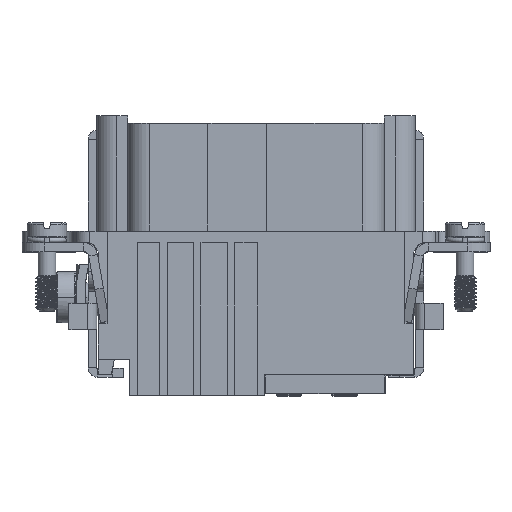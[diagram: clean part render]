
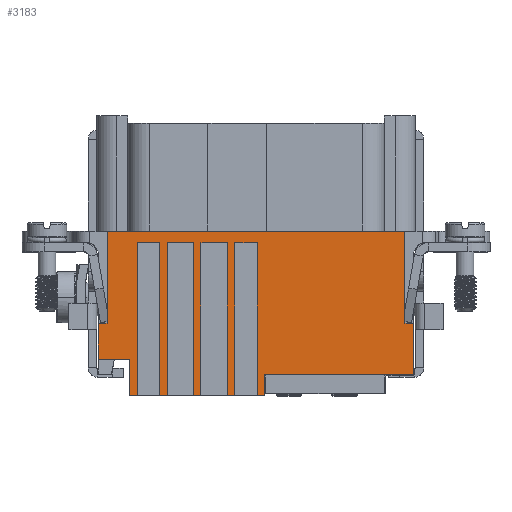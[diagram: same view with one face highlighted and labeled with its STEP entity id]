
A CAD part, top view. The second image highlights one B-rep face of the part: STEP entity #3183.
In plain terms, the highlighted planar face has unit normal (0, 0, 1).
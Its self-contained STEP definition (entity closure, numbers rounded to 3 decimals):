
#3183=ADVANCED_FACE('',(#5393),#4441,.T.);
#4441=PLANE('',#26629);
#5393=FACE_OUTER_BOUND('',#6836,.T.);
#6836=EDGE_LOOP('',(#10107,#10108,#10109,#10110,#10111,#10112,#10113,#10114,
#10115,#10116,#10117,#10118,#10119,#10120,#10121,#10122,#10123,#10124,#10125,
#10126,#10127,#10128,#10129,#10130,#10131,#10132,#10133,#10134));
#10107=ORIENTED_EDGE('',*,*,#19302,.F.);
#10108=ORIENTED_EDGE('',*,*,#19303,.F.);
#10109=ORIENTED_EDGE('',*,*,#19304,.F.);
#10110=ORIENTED_EDGE('',*,*,#19284,.T.);
#10111=ORIENTED_EDGE('',*,*,#19305,.F.);
#10112=ORIENTED_EDGE('',*,*,#19306,.F.);
#10113=ORIENTED_EDGE('',*,*,#19307,.F.);
#10114=ORIENTED_EDGE('',*,*,#19280,.T.);
#10115=ORIENTED_EDGE('',*,*,#19308,.F.);
#10116=ORIENTED_EDGE('',*,*,#19309,.F.);
#10117=ORIENTED_EDGE('',*,*,#19310,.F.);
#10118=ORIENTED_EDGE('',*,*,#19276,.T.);
#10119=ORIENTED_EDGE('',*,*,#19311,.F.);
#10120=ORIENTED_EDGE('',*,*,#19312,.F.);
#10121=ORIENTED_EDGE('',*,*,#19313,.F.);
#10122=ORIENTED_EDGE('',*,*,#19272,.T.);
#10123=ORIENTED_EDGE('',*,*,#17960,.F.);
#10124=ORIENTED_EDGE('',*,*,#19314,.F.);
#10125=ORIENTED_EDGE('',*,*,#19315,.F.);
#10126=ORIENTED_EDGE('',*,*,#19316,.F.);
#10127=ORIENTED_EDGE('',*,*,#19317,.F.);
#10128=ORIENTED_EDGE('',*,*,#18879,.T.);
#10129=ORIENTED_EDGE('',*,*,#19318,.F.);
#10130=ORIENTED_EDGE('',*,*,#19319,.T.);
#10131=ORIENTED_EDGE('',*,*,#19148,.F.);
#10132=ORIENTED_EDGE('',*,*,#19153,.F.);
#10133=ORIENTED_EDGE('',*,*,#19150,.F.);
#10134=ORIENTED_EDGE('',*,*,#19288,.T.);
#15649=VERTEX_POINT('',#36664);
#15650=VERTEX_POINT('',#36666);
#16418=VERTEX_POINT('',#39084);
#16419=VERTEX_POINT('',#39086);
#16556=VERTEX_POINT('',#39584);
#16557=VERTEX_POINT('',#39586);
#16558=VERTEX_POINT('',#39590);
#16560=VERTEX_POINT('',#39593);
#16622=VERTEX_POINT('',#39813);
#16625=VERTEX_POINT('',#39819);
#16626=VERTEX_POINT('',#39821);
#16629=VERTEX_POINT('',#39827);
#16630=VERTEX_POINT('',#39829);
#16633=VERTEX_POINT('',#39835);
#16634=VERTEX_POINT('',#39837);
#16637=VERTEX_POINT('',#39843);
#16647=VERTEX_POINT('',#39870);
#16648=VERTEX_POINT('',#39872);
#16649=VERTEX_POINT('',#39875);
#16650=VERTEX_POINT('',#39877);
#16651=VERTEX_POINT('',#39880);
#16652=VERTEX_POINT('',#39882);
#16653=VERTEX_POINT('',#39885);
#16654=VERTEX_POINT('',#39887);
#16655=VERTEX_POINT('',#39890);
#16656=VERTEX_POINT('',#39892);
#16657=VERTEX_POINT('',#39894);
#16658=VERTEX_POINT('',#39897);
#17960=EDGE_CURVE('',#15649,#15650,#21592,.T.);
#18879=EDGE_CURVE('',#16419,#16418,#22040,.T.);
#19148=EDGE_CURVE('',#16557,#16556,#22237,.T.);
#19150=EDGE_CURVE('',#16558,#16560,#22239,.T.);
#19153=EDGE_CURVE('',#16560,#16557,#22242,.T.);
#19272=EDGE_CURVE('',#16622,#15650,#22322,.T.);
#19276=EDGE_CURVE('',#16626,#16625,#22326,.T.);
#19280=EDGE_CURVE('',#16630,#16629,#22330,.T.);
#19284=EDGE_CURVE('',#16634,#16633,#22334,.T.);
#19288=EDGE_CURVE('',#16558,#16637,#22338,.T.);
#19302=EDGE_CURVE('',#16647,#16637,#22351,.T.);
#19303=EDGE_CURVE('',#16648,#16647,#22352,.T.);
#19304=EDGE_CURVE('',#16634,#16648,#22353,.T.);
#19305=EDGE_CURVE('',#16649,#16633,#22354,.T.);
#19306=EDGE_CURVE('',#16650,#16649,#22355,.T.);
#19307=EDGE_CURVE('',#16630,#16650,#22356,.T.);
#19308=EDGE_CURVE('',#16651,#16629,#22357,.T.);
#19309=EDGE_CURVE('',#16652,#16651,#22358,.T.);
#19310=EDGE_CURVE('',#16626,#16652,#22359,.T.);
#19311=EDGE_CURVE('',#16653,#16625,#22360,.T.);
#19312=EDGE_CURVE('',#16654,#16653,#22361,.T.);
#19313=EDGE_CURVE('',#16622,#16654,#22362,.T.);
#19314=EDGE_CURVE('',#16655,#15649,#22363,.T.);
#19315=EDGE_CURVE('',#16656,#16655,#22364,.T.);
#19316=EDGE_CURVE('',#16657,#16656,#22365,.T.);
#19317=EDGE_CURVE('',#16419,#16657,#22366,.T.);
#19318=EDGE_CURVE('',#16658,#16418,#22367,.T.);
#19319=EDGE_CURVE('',#16658,#16556,#22368,.T.);
#21592=LINE('',#36665,#23702);
#22040=LINE('',#39085,#24150);
#22237=LINE('',#39587,#24347);
#22239=LINE('',#39592,#24349);
#22242=LINE('',#39597,#24352);
#22322=LINE('',#39812,#24432);
#22326=LINE('',#39820,#24436);
#22330=LINE('',#39828,#24440);
#22334=LINE('',#39836,#24444);
#22338=LINE('',#39844,#24448);
#22351=LINE('',#39869,#24461);
#22352=LINE('',#39871,#24462);
#22353=LINE('',#39873,#24463);
#22354=LINE('',#39874,#24464);
#22355=LINE('',#39876,#24465);
#22356=LINE('',#39878,#24466);
#22357=LINE('',#39879,#24467);
#22358=LINE('',#39881,#24468);
#22359=LINE('',#39883,#24469);
#22360=LINE('',#39884,#24470);
#22361=LINE('',#39886,#24471);
#22362=LINE('',#39888,#24472);
#22363=LINE('',#39889,#24473);
#22364=LINE('',#39891,#24474);
#22365=LINE('',#39893,#24475);
#22366=LINE('',#39895,#24476);
#22367=LINE('',#39896,#24477);
#22368=LINE('',#39898,#24478);
#23702=VECTOR('',#28778,1.);
#24150=VECTOR('',#30480,1.);
#24347=VECTOR('',#30993,1.);
#24349=VECTOR('',#30997,1.);
#24352=VECTOR('',#31002,1.);
#24432=VECTOR('',#31214,1.);
#24436=VECTOR('',#31218,1.);
#24440=VECTOR('',#31222,1.);
#24444=VECTOR('',#31226,1.);
#24448=VECTOR('',#31230,1.);
#24461=VECTOR('',#31249,1.);
#24462=VECTOR('',#31250,1.);
#24463=VECTOR('',#31251,1.);
#24464=VECTOR('',#31252,1.);
#24465=VECTOR('',#31253,1.);
#24466=VECTOR('',#31254,1.);
#24467=VECTOR('',#31255,1.);
#24468=VECTOR('',#31256,1.);
#24469=VECTOR('',#31257,1.);
#24470=VECTOR('',#31258,1.);
#24471=VECTOR('',#31259,1.);
#24472=VECTOR('',#31260,1.);
#24473=VECTOR('',#31261,1.);
#24474=VECTOR('',#31262,1.);
#24475=VECTOR('',#31263,1.);
#24476=VECTOR('',#31264,1.);
#24477=VECTOR('',#31265,1.);
#24478=VECTOR('',#31266,1.);
#26629=AXIS2_PLACEMENT_3D('',#39899,#31267,#31268);
#28778=DIRECTION('',(0.,-1.,0.));
#30480=DIRECTION('',(-1.,0.,0.));
#30993=DIRECTION('',(0.,1.,0.));
#30997=DIRECTION('',(0.,1.,0.));
#31002=DIRECTION('',(-1.,0.,0.));
#31214=DIRECTION('',(1.,0.,0.));
#31218=DIRECTION('',(1.,0.,0.));
#31222=DIRECTION('',(1.,0.,0.));
#31226=DIRECTION('',(1.,0.,0.));
#31230=DIRECTION('',(1.,0.,0.));
#31249=DIRECTION('',(0.,-1.,0.));
#31250=DIRECTION('',(-1.,0.,0.));
#31251=DIRECTION('',(0.,1.,0.));
#31252=DIRECTION('',(0.,-1.,0.));
#31253=DIRECTION('',(-1.,0.,0.));
#31254=DIRECTION('',(0.,1.,0.));
#31255=DIRECTION('',(0.,-1.,0.));
#31256=DIRECTION('',(-1.,0.,0.));
#31257=DIRECTION('',(0.,1.,0.));
#31258=DIRECTION('',(0.,-1.,0.));
#31259=DIRECTION('',(-1.,0.,0.));
#31260=DIRECTION('',(0.,1.,0.));
#31261=DIRECTION('',(-1.,0.,0.));
#31262=DIRECTION('',(0.,-1.,0.));
#31263=DIRECTION('',(1.,0.,0.));
#31264=DIRECTION('',(0.,-1.,0.));
#31265=DIRECTION('',(0.,1.,0.));
#31266=DIRECTION('',(-1.,0.,0.));
#31267=DIRECTION('',(0.,0.,1.));
#31268=DIRECTION('',(-1.,0.,0.));
#36664=CARTESIAN_POINT('',(1.2,-35.3,17.));
#36665=CARTESIAN_POINT('',(1.2,-26.9,17.));
#36666=CARTESIAN_POINT('',(1.2,-38.1,17.));
#39084=CARTESIAN_POINT('',(-20.3,-15.7,17.));
#39085=CARTESIAN_POINT('',(0.,-15.7,17.));
#39086=CARTESIAN_POINT('',(20.3,-15.7,17.));
#39584=CARTESIAN_POINT('',(-21.5,-28.3,17.));
#39586=CARTESIAN_POINT('',(-21.5,-33.2,17.));
#39587=CARTESIAN_POINT('',(-21.5,-26.9,17.));
#39590=CARTESIAN_POINT('',(-17.2,-38.1,17.));
#39592=CARTESIAN_POINT('',(-17.2,-26.9,17.));
#39593=CARTESIAN_POINT('',(-17.2,-33.2,17.));
#39597=CARTESIAN_POINT('',(0.,-33.2,17.));
#39812=CARTESIAN_POINT('',(-8.,-38.1,17.));
#39813=CARTESIAN_POINT('',(0.2,-38.1,17.));
#39819=CARTESIAN_POINT('',(-2.9,-38.1,17.));
#39820=CARTESIAN_POINT('',(-8.,-38.1,17.));
#39821=CARTESIAN_POINT('',(-3.9,-38.1,17.));
#39827=CARTESIAN_POINT('',(-7.5,-38.1,17.));
#39828=CARTESIAN_POINT('',(-8.,-38.1,17.));
#39829=CARTESIAN_POINT('',(-8.5,-38.1,17.));
#39835=CARTESIAN_POINT('',(-12.1,-38.1,17.));
#39836=CARTESIAN_POINT('',(-8.,-38.1,17.));
#39837=CARTESIAN_POINT('',(-13.1,-38.1,17.));
#39843=CARTESIAN_POINT('',(-16.2,-38.1,17.));
#39844=CARTESIAN_POINT('',(-8.,-38.1,17.));
#39869=CARTESIAN_POINT('',(-16.2,-17.3,17.));
#39870=CARTESIAN_POINT('',(-16.2,-17.3,17.));
#39871=CARTESIAN_POINT('',(-13.1,-17.3,17.));
#39872=CARTESIAN_POINT('',(-13.1,-17.3,17.));
#39873=CARTESIAN_POINT('',(-13.1,-38.1,17.));
#39874=CARTESIAN_POINT('',(-12.1,-17.3,17.));
#39875=CARTESIAN_POINT('',(-12.1,-17.3,17.));
#39876=CARTESIAN_POINT('',(-8.5,-17.3,17.));
#39877=CARTESIAN_POINT('',(-8.5,-17.3,17.));
#39878=CARTESIAN_POINT('',(-8.5,-38.1,17.));
#39879=CARTESIAN_POINT('',(-7.5,-17.3,17.));
#39880=CARTESIAN_POINT('',(-7.5,-17.3,17.));
#39881=CARTESIAN_POINT('',(-3.9,-17.3,17.));
#39882=CARTESIAN_POINT('',(-3.9,-17.3,17.));
#39883=CARTESIAN_POINT('',(-3.9,-38.1,17.));
#39884=CARTESIAN_POINT('',(-2.9,-17.3,17.));
#39885=CARTESIAN_POINT('',(-2.9,-17.3,17.));
#39886=CARTESIAN_POINT('',(0.2,-17.3,17.));
#39887=CARTESIAN_POINT('',(0.2,-17.3,17.));
#39888=CARTESIAN_POINT('',(0.2,-38.1,17.));
#39889=CARTESIAN_POINT('',(0.,-35.3,17.));
#39890=CARTESIAN_POINT('',(21.5,-35.3,17.));
#39891=CARTESIAN_POINT('',(21.5,-26.9,17.));
#39892=CARTESIAN_POINT('',(21.5,-28.3,17.));
#39893=CARTESIAN_POINT('',(20.3,-28.3,17.));
#39894=CARTESIAN_POINT('',(20.3,-28.3,17.));
#39895=CARTESIAN_POINT('',(20.3,-15.7,17.));
#39896=CARTESIAN_POINT('',(-20.3,-28.3,17.));
#39897=CARTESIAN_POINT('',(-20.3,-28.3,17.));
#39898=CARTESIAN_POINT('',(-20.3,-28.3,17.));
#39899=CARTESIAN_POINT('',(-22.36,-38.548,17.));
